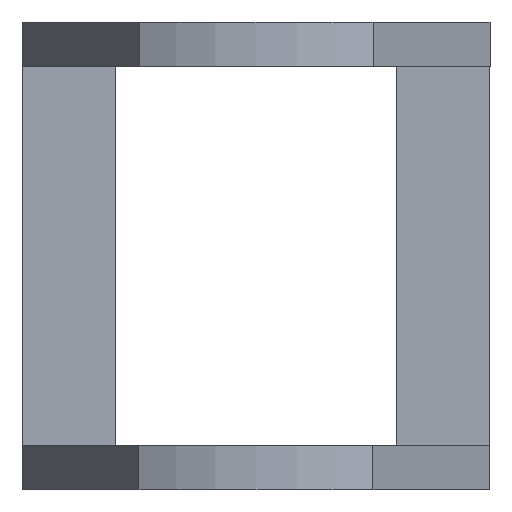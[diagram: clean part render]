
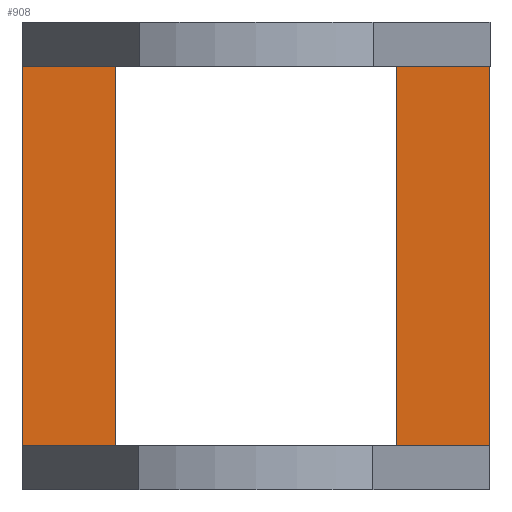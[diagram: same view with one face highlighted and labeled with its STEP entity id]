
A CAD part, left-side view. The second image highlights one B-rep face of the part: STEP entity #908.
In plain terms, the highlighted planar face has unit normal (-1, 0, 0).
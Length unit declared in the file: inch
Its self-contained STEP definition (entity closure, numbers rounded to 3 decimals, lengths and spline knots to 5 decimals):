
#46=FACE_BOUND('',#168,.T.);
#108=FACE_OUTER_BOUND('',#167,.T.);
#167=EDGE_LOOP('',(#749,#750,#751,#752));
#168=EDGE_LOOP('',(#753,#754,#755,#756));
#191=LINE('',#1282,#289);
#208=LINE('',#1330,#306);
#223=LINE('',#1360,#321);
#227=LINE('',#1370,#325);
#231=LINE('',#1381,#329);
#246=LINE('',#1421,#344);
#252=LINE('',#1442,#350);
#254=LINE('',#1445,#352);
#289=VECTOR('',#1027,0.3937);
#306=VECTOR('',#1072,0.3937);
#321=VECTOR('',#1095,0.3937);
#325=VECTOR('',#1103,0.3937);
#329=VECTOR('',#1113,0.3937);
#344=VECTOR('',#1156,0.3937);
#350=VECTOR('',#1182,0.3937);
#352=VECTOR('',#1186,0.3937);
#387=VERTEX_POINT('',#1280);
#388=VERTEX_POINT('',#1281);
#405=VERTEX_POINT('',#1329);
#415=VERTEX_POINT('',#1356);
#416=VERTEX_POINT('',#1358);
#418=VERTEX_POINT('',#1364);
#424=VERTEX_POINT('',#1380);
#440=VERTEX_POINT('',#1441);
#469=EDGE_CURVE('',#387,#388,#191,.T.);
#492=EDGE_CURVE('',#405,#387,#208,.T.);
#508=EDGE_CURVE('',#415,#416,#223,.T.);
#513=EDGE_CURVE('',#415,#418,#227,.T.);
#518=EDGE_CURVE('',#418,#424,#231,.T.);
#538=EDGE_CURVE('',#416,#424,#246,.T.);
#548=EDGE_CURVE('',#388,#440,#252,.T.);
#550=EDGE_CURVE('',#440,#405,#254,.T.);
#749=ORIENTED_EDGE('',*,*,#548,.T.);
#750=ORIENTED_EDGE('',*,*,#550,.T.);
#751=ORIENTED_EDGE('',*,*,#492,.T.);
#752=ORIENTED_EDGE('',*,*,#469,.T.);
#753=ORIENTED_EDGE('',*,*,#518,.F.);
#754=ORIENTED_EDGE('',*,*,#513,.F.);
#755=ORIENTED_EDGE('',*,*,#508,.T.);
#756=ORIENTED_EDGE('',*,*,#538,.T.);
#862=PLANE('',#993);
#908=ADVANCED_FACE('',(#108,#46),#862,.T.);
#993=AXIS2_PLACEMENT_3D('',#1446,#1187,#1188);
#1027=DIRECTION('',(0.,0.,1.));
#1072=DIRECTION('',(0.,-1.,0.));
#1095=DIRECTION('',(0.,1.,0.));
#1103=DIRECTION('',(0.,0.,1.));
#1113=DIRECTION('',(0.,1.,0.));
#1156=DIRECTION('',(0.,0.,1.));
#1182=DIRECTION('',(0.,1.,0.));
#1186=DIRECTION('',(0.,0.,-1.));
#1187=DIRECTION('center_axis',(-1.,0.,0.));
#1188=DIRECTION('ref_axis',(0.,0.,1.));
#1280=CARTESIAN_POINT('',(-0.22638,0.,-0.5));
#1281=CARTESIAN_POINT('',(-0.22638,0.,0.5));
#1282=CARTESIAN_POINT('',(-0.22638,0.,0.));
#1329=CARTESIAN_POINT('',(-0.22638,1.,-0.5));
#1330=CARTESIAN_POINT('',(-0.22638,0.25,-0.5));
#1356=CARTESIAN_POINT('',(-0.22638,0.20079,-0.40551));
#1358=CARTESIAN_POINT('',(-0.22638,0.79921,-0.40551));
#1360=CARTESIAN_POINT('',(-0.22638,0.,-0.40551));
#1364=CARTESIAN_POINT('',(-0.22638,0.20079,0.40551));
#1370=CARTESIAN_POINT('',(-0.22638,0.20079,-0.25));
#1380=CARTESIAN_POINT('',(-0.22638,0.79921,0.40551));
#1381=CARTESIAN_POINT('',(-0.22638,0.,0.40551));
#1421=CARTESIAN_POINT('',(-0.22638,0.79921,-0.25));
#1441=CARTESIAN_POINT('',(-0.22638,1.,0.5));
#1442=CARTESIAN_POINT('',(-0.22638,0.25,0.5));
#1445=CARTESIAN_POINT('',(-0.22638,1.,0.));
#1446=CARTESIAN_POINT('Origin',(-0.22638,0.5,0.));
